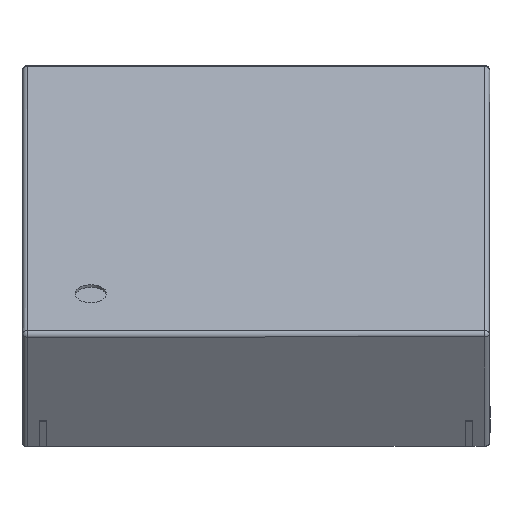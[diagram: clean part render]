
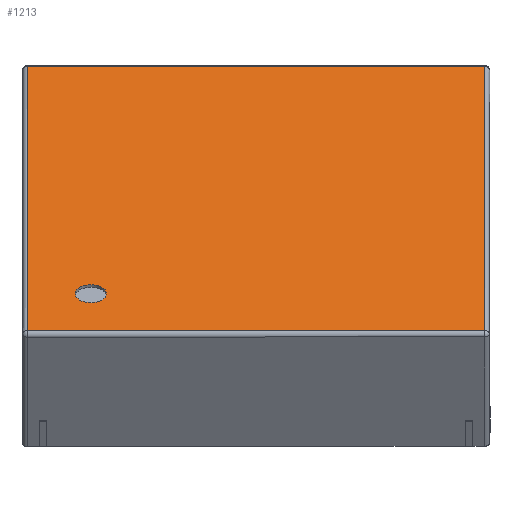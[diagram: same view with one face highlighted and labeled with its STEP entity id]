
A CAD part, isometric view. The second image highlights one B-rep face of the part: STEP entity #1213.
In plain terms, the highlighted planar face has unit normal (0, 0, 1).
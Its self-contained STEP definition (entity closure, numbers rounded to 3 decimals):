
#584 = VERTEX_POINT('',#585);
#585 = CARTESIAN_POINT('',(-2.08,0.,0.89));
#592 = EDGE_CURVE('',#584,#593,#595,.T.);
#593 = VERTEX_POINT('',#594);
#594 = CARTESIAN_POINT('',(0.,2.078,0.89));
#595 = LINE('',#596,#597);
#596 = CARTESIAN_POINT('',(-2.101,-0.021,0.89));
#597 = VECTOR('',#598,1.);
#598 = DIRECTION('',(0.708,0.707,0.));
#1213 = ADVANCED_FACE('',(#1214,#1239),#1250,.F.);
#1214 = FACE_BOUND('',#1215,.F.);
#1215 = EDGE_LOOP('',(#1216,#1217,#1225,#1233));
#1216 = ORIENTED_EDGE('',*,*,#592,.T.);
#1217 = ORIENTED_EDGE('',*,*,#1218,.T.);
#1218 = EDGE_CURVE('',#593,#1219,#1221,.T.);
#1219 = VERTEX_POINT('',#1220);
#1220 = CARTESIAN_POINT('',(2.08,0.,0.89));
#1221 = LINE('',#1222,#1223);
#1222 = CARTESIAN_POINT('',(-0.021,2.099,0.89));
#1223 = VECTOR('',#1224,1.);
#1224 = DIRECTION('',(0.708,-0.707,0.));
#1225 = ORIENTED_EDGE('',*,*,#1226,.T.);
#1226 = EDGE_CURVE('',#1219,#1227,#1229,.T.);
#1227 = VERTEX_POINT('',#1228);
#1228 = CARTESIAN_POINT('',(0.,-2.078,0.89));
#1229 = LINE('',#1230,#1231);
#1230 = CARTESIAN_POINT('',(2.101,0.021,0.89));
#1231 = VECTOR('',#1232,1.);
#1232 = DIRECTION('',(-0.708,-0.707,0.));
#1233 = ORIENTED_EDGE('',*,*,#1234,.T.);
#1234 = EDGE_CURVE('',#1227,#584,#1235,.T.);
#1235 = LINE('',#1236,#1237);
#1236 = CARTESIAN_POINT('',(0.021,-2.099,0.89));
#1237 = VECTOR('',#1238,1.);
#1238 = DIRECTION('',(-0.708,0.707,0.));
#1239 = FACE_BOUND('',#1240,.F.);
#1240 = EDGE_LOOP('',(#1241));
#1241 = ORIENTED_EDGE('',*,*,#1242,.T.);
#1242 = EDGE_CURVE('',#1243,#1243,#1245,.T.);
#1243 = VERTEX_POINT('',#1244);
#1244 = CARTESIAN_POINT('',(-1.4,0.,0.89));
#1245 = CIRCLE('',#1246,0.1);
#1246 = AXIS2_PLACEMENT_3D('',#1247,#1248,#1249);
#1247 = CARTESIAN_POINT('',(-1.5,0.,0.89));
#1248 = DIRECTION('',(0.,0.,1.));
#1249 = DIRECTION('',(1.,0.,0.));
#1250 = PLANE('',#1251);
#1251 = AXIS2_PLACEMENT_3D('',#1252,#1253,#1254);
#1252 = CARTESIAN_POINT('',(0.,0.,0.89));
#1253 = DIRECTION('',(0.,0.,-1.));
#1254 = DIRECTION('',(-1.,0.,0.));
